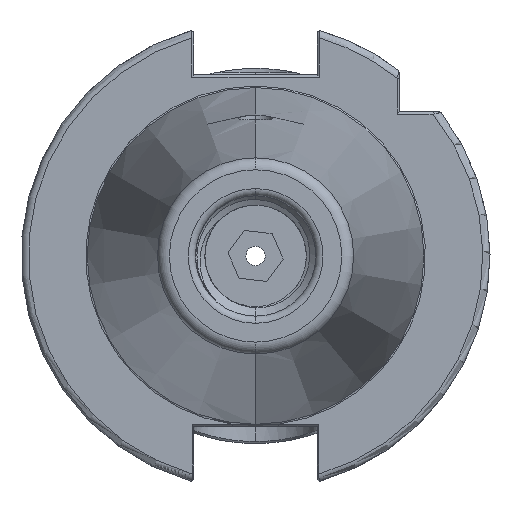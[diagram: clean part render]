
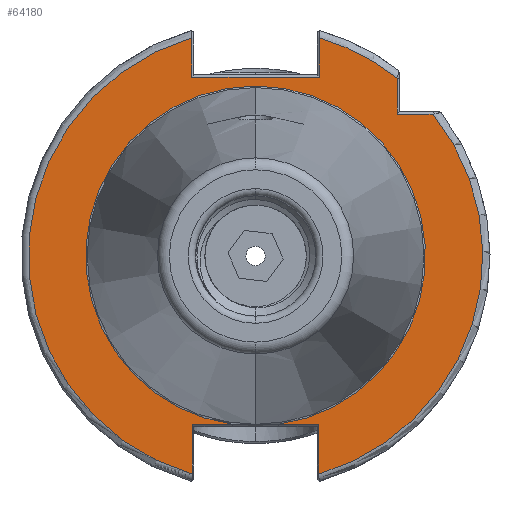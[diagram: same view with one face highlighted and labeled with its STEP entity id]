
A CAD part, left-side view. The second image highlights one B-rep face of the part: STEP entity #64180.
In plain terms, the highlighted planar face has unit normal (-1, 0, 0).
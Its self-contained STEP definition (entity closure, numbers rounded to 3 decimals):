
#450 = CARTESIAN_POINT ( 'NONE',  ( 0., 35.392, 0. ) ) ;
#462 = DIRECTION ( 'NONE',  ( 1., 0., 0. ) ) ;
#483 = PLANE ( 'NONE',  #5874 ) ;
#488 = DIRECTION ( 'NONE',  ( 0., 0., -1. ) ) ;
#5543 = AXIS2_PLACEMENT_3D ( 'NONE', #62233, #62212, #62180 ) ;
#5578 = AXIS2_PLACEMENT_3D ( 'NONE', #28332, #28354, #28347 ) ;
#5589 = AXIS2_PLACEMENT_3D ( 'NONE', #18424, #18479, #18489 ) ;
#5597 = AXIS2_PLACEMENT_3D ( 'NONE', #16844, #16823, #16849 ) ;
#5615 = AXIS2_PLACEMENT_3D ( 'NONE', #17076, #17078, #17084 ) ;
#5874 = AXIS2_PLACEMENT_3D ( 'NONE', #450, #462, #488 ) ;
#16823 = DIRECTION ( 'NONE',  ( -1., 0., 0. ) ) ;
#16844 = CARTESIAN_POINT ( 'NONE',  ( 0., 0., 0. ) ) ;
#16849 = DIRECTION ( 'NONE',  ( 0., 0., -1. ) ) ;
#17042 = DIRECTION ( 'NONE',  ( 0., 0., 1. ) ) ;
#17076 = CARTESIAN_POINT ( 'NONE',  ( 0., 0., 0. ) ) ;
#17078 = DIRECTION ( 'NONE',  ( -1., 0., 0. ) ) ;
#17084 = DIRECTION ( 'NONE',  ( 0., 0., -1. ) ) ;
#17090 = CARTESIAN_POINT ( 'NONE',  ( 0., 13.251, 45.469 ) ) ;
#18175 = CARTESIAN_POINT ( 'NONE',  ( 0., 12.85, 37.2 ) ) ;
#18300 = DIRECTION ( 'NONE',  ( 0., 1., 0. ) ) ;
#18308 = CARTESIAN_POINT ( 'NONE',  ( 0., -29.5, 0. ) ) ;
#18309 = DIRECTION ( 'NONE',  ( 0., 0., 1. ) ) ;
#18414 = CARTESIAN_POINT ( 'NONE',  ( 0., -13.131, 0. ) ) ;
#18424 = CARTESIAN_POINT ( 'NONE',  ( 0., 0., 0. ) ) ;
#18447 = CARTESIAN_POINT ( 'NONE',  ( 0., 35.392, 29.5 ) ) ;
#18448 = CARTESIAN_POINT ( 'NONE',  ( 0., 13.131, 0. ) ) ;
#18455 = DIRECTION ( 'NONE',  ( 0., 1., 0. ) ) ;
#18456 = DIRECTION ( 'NONE',  ( 0., 0., -1. ) ) ;
#18466 = DIRECTION ( 'NONE',  ( 0., 0., 1. ) ) ;
#18479 = DIRECTION ( 'NONE',  ( 1., 0., 0. ) ) ;
#18489 = DIRECTION ( 'NONE',  ( 0., 0., -1. ) ) ;
#19242 = CARTESIAN_POINT ( 'NONE',  ( 0., 13.131, -45.389 ) ) ;
#19300 = CARTESIAN_POINT ( 'NONE',  ( 0., 13.251, 45.354 ) ) ;
#19352 = CARTESIAN_POINT ( 'NONE',  ( 0., -36.91, 29.5 ) ) ;
#19362 = CARTESIAN_POINT ( 'NONE',  ( 0., 13.251, 37.2 ) ) ;
#19370 = CARTESIAN_POINT ( 'NONE',  ( 0., -29.5, 36.91 ) ) ;
#19378 = CARTESIAN_POINT ( 'NONE',  ( 0., 13.131, -35. ) ) ;
#19424 = CARTESIAN_POINT ( 'NONE',  ( 0., -13.251, 45.354 ) ) ;
#19446 = CARTESIAN_POINT ( 'NONE',  ( 0., -13.131, -35. ) ) ;
#19454 = CARTESIAN_POINT ( 'NONE',  ( 0., -13.131, -45.389 ) ) ;
#19462 = CARTESIAN_POINT ( 'NONE',  ( 0., -29.5, 29.5 ) ) ;
#19518 = CARTESIAN_POINT ( 'NONE',  ( 0., -13.251, 37.2 ) ) ;
#19602 = CARTESIAN_POINT ( 'NONE',  ( 0., 4.796, -35. ) ) ;
#21069 = CARTESIAN_POINT ( 'NONE',  ( 0., -13.251, 37.7 ) ) ;
#21072 = DIRECTION ( 'NONE',  ( 0., 0., -1. ) ) ;
#21184 = DIRECTION ( 'NONE',  ( 0., -1., 0. ) ) ;
#21211 = CARTESIAN_POINT ( 'NONE',  ( 0., 35.392, -35. ) ) ;
#28332 = CARTESIAN_POINT ( 'NONE',  ( 0., 0., 0. ) ) ;
#28347 = DIRECTION ( 'NONE',  ( 0., 0., -1. ) ) ;
#28354 = DIRECTION ( 'NONE',  ( 1., 0., 0. ) ) ;
#51077 = VECTOR ( 'NONE', #62751, 1000. ) ;
#51092 = LINE ( 'NONE', #62215, #51077 ) ;
#51124 = CIRCLE ( 'NONE', #5543, 47.25 ) ;
#51153 = CIRCLE ( 'NONE', #5578, 35.327 ) ;
#51176 = LINE ( 'NONE', #18414, #51185 ) ;
#51177 = VECTOR ( 'NONE', #18455, 1000. ) ;
#51179 = CIRCLE ( 'NONE', #5589, 35.327 ) ;
#51185 = VECTOR ( 'NONE', #18456, 1000. ) ;
#51205 = VECTOR ( 'NONE', #18300, 1000. ) ;
#51210 = LINE ( 'NONE', #18448, #51211 ) ;
#51211 = VECTOR ( 'NONE', #18466, 1000. ) ;
#51222 = LINE ( 'NONE', #18308, #51229 ) ;
#51225 = LINE ( 'NONE', #18447, #51177 ) ;
#51229 = VECTOR ( 'NONE', #18309, 1000. ) ;
#51230 = LINE ( 'NONE', #18175, #51205 ) ;
#51254 = LINE ( 'NONE', #21211, #51276 ) ;
#51255 = LINE ( 'NONE', #17090, #51266 ) ;
#51259 = LINE ( 'NONE', #21069, #51267 ) ;
#51263 = CIRCLE ( 'NONE', #5597, 47.25 ) ;
#51266 = VECTOR ( 'NONE', #17042, 1000. ) ;
#51267 = VECTOR ( 'NONE', #21072, 1000. ) ;
#51270 = CIRCLE ( 'NONE', #5615, 47.25 ) ;
#51276 = VECTOR ( 'NONE', #21184, 1000. ) ;
#51844 = FACE_OUTER_BOUND ( 'NONE', #59938, .T. ) ;
#53002 = CARTESIAN_POINT ( 'NONE',  ( 0., 0., 35.327 ) ) ;
#53180 = CARTESIAN_POINT ( 'NONE',  ( 0., -4.796, -35. ) ) ;
#59441 = VERTEX_POINT ( 'NONE', #53002 ) ;
#59489 = VERTEX_POINT ( 'NONE', #53180 ) ;
#59702 = VERTEX_POINT ( 'NONE', #19300 ) ;
#59709 = VERTEX_POINT ( 'NONE', #19352 ) ;
#59712 = VERTEX_POINT ( 'NONE', #19242 ) ;
#59744 = VERTEX_POINT ( 'NONE', #19370 ) ;
#59750 = VERTEX_POINT ( 'NONE', #19378 ) ;
#59752 = VERTEX_POINT ( 'NONE', #19454 ) ;
#59762 = VERTEX_POINT ( 'NONE', #19424 ) ;
#59771 = VERTEX_POINT ( 'NONE', #19362 ) ;
#59775 = VERTEX_POINT ( 'NONE', #19462 ) ;
#59791 = VERTEX_POINT ( 'NONE', #19446 ) ;
#59813 = VERTEX_POINT ( 'NONE', #19518 ) ;
#59820 = VERTEX_POINT ( 'NONE', #19602 ) ;
#59938 = EDGE_LOOP ( 'NONE', ( #60310, #60329, #60326, #60298, #60276, #60308, #60318, #60291, #60324, #60272, #60287, #60304, #60293, #60294 ) ) ;
#60272 = ORIENTED_EDGE ( 'NONE', *, *, #64595, .T. ) ;
#60276 = ORIENTED_EDGE ( 'NONE', *, *, #70204, .T. ) ;
#60287 = ORIENTED_EDGE ( 'NONE', *, *, #70118, .T. ) ;
#60291 = ORIENTED_EDGE ( 'NONE', *, *, #70162, .T. ) ;
#60293 = ORIENTED_EDGE ( 'NONE', *, *, #70202, .T. ) ;
#60294 = ORIENTED_EDGE ( 'NONE', *, *, #70113, .T. ) ;
#60298 = ORIENTED_EDGE ( 'NONE', *, *, #64589, .T. ) ;
#60304 = ORIENTED_EDGE ( 'NONE', *, *, #64692, .T. ) ;
#60308 = ORIENTED_EDGE ( 'NONE', *, *, #70085, .T. ) ;
#60310 = ORIENTED_EDGE ( 'NONE', *, *, #70188, .T. ) ;
#60318 = ORIENTED_EDGE ( 'NONE', *, *, #70192, .T. ) ;
#60324 = ORIENTED_EDGE ( 'NONE', *, *, #70106, .T. ) ;
#60326 = ORIENTED_EDGE ( 'NONE', *, *, #70092, .T. ) ;
#60329 = ORIENTED_EDGE ( 'NONE', *, *, #70111, .T. ) ;
#62180 = DIRECTION ( 'NONE',  ( 0., 0., -1. ) ) ;
#62212 = DIRECTION ( 'NONE',  ( -1., 0., 0. ) ) ;
#62215 = CARTESIAN_POINT ( 'NONE',  ( 0., 35.392, -35. ) ) ;
#62233 = CARTESIAN_POINT ( 'NONE',  ( 0., 0., 0. ) ) ;
#62751 = DIRECTION ( 'NONE',  ( 0., -1., 0. ) ) ;
#64180 = ADVANCED_FACE ( 'NONE', ( #51844 ), #483, .F. ) ;
#64589 = EDGE_CURVE ( 'NONE', #59744, #59762, #51124, .T. ) ;
#64595 = EDGE_CURVE ( 'NONE', #59750, #59820, #51092, .T. ) ;
#64692 = EDGE_CURVE ( 'NONE', #59441, #59489, #51153, .T. ) ;
#70085 = EDGE_CURVE ( 'NONE', #59813, #59771, #51230, .T. ) ;
#70092 = EDGE_CURVE ( 'NONE', #59775, #59744, #51222, .T. ) ;
#70106 = EDGE_CURVE ( 'NONE', #59712, #59750, #51210, .T. ) ;
#70111 = EDGE_CURVE ( 'NONE', #59709, #59775, #51225, .T. ) ;
#70113 = EDGE_CURVE ( 'NONE', #59791, #59752, #51176, .T. ) ;
#70118 = EDGE_CURVE ( 'NONE', #59820, #59441, #51179, .T. ) ;
#70162 = EDGE_CURVE ( 'NONE', #59702, #59712, #51263, .T. ) ;
#70188 = EDGE_CURVE ( 'NONE', #59752, #59709, #51270, .T. ) ;
#70192 = EDGE_CURVE ( 'NONE', #59771, #59702, #51255, .T. ) ;
#70202 = EDGE_CURVE ( 'NONE', #59489, #59791, #51254, .T. ) ;
#70204 = EDGE_CURVE ( 'NONE', #59762, #59813, #51259, .T. ) ;
